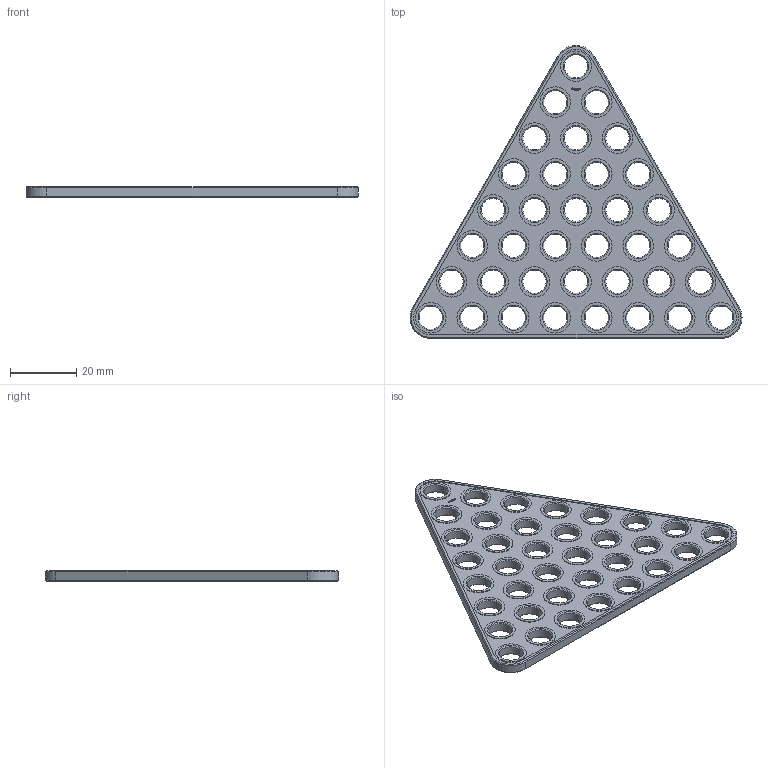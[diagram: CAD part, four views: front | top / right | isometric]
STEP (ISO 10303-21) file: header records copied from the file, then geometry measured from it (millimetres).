
FILE_DESCRIPTION(('FreeCAD Model'),'2;1');
FILE_NAME('Open CASCADE Shape Model','2024-01-31T12:55:58',(''),(''), 'Open CASCADE STEP processor 7.6','FreeCAD','Unknown');
FILE_SCHEMA(('AUTOMOTIVE_DESIGN { 1 0 10303 214 1 1 1 1 }'));
Length unit declared in the file: millimetre
Products named in the file (1): Plate TRI CRNR BU08x00.25 - SPN-PLT-0019 (stemfie.org)
Bounding box: 100 x 88.28 x 3.12 mm (x, y, z)
Volume: 10969.2 mm3; surface area: 10695.3 mm2
Topology: 1 solids, 1 shells, 659 faces, 1680 edges, 1092 vertices
Faces by surface type: plane 353, extrusion 150, cylinder 78, cone 78
Full cylindrical faces by diameter (mm): 7 x36, 9.2 x36
Entity records: 43099 total; most frequent: CARTESIAN_POINT 10005, DIRECTION 5622, VECTOR 4050, LINE 3900, ORIENTED_EDGE 3360, PCURVE 3360, DEFINITIONAL_REPRESENTATION 3360, EDGE_CURVE 1680
